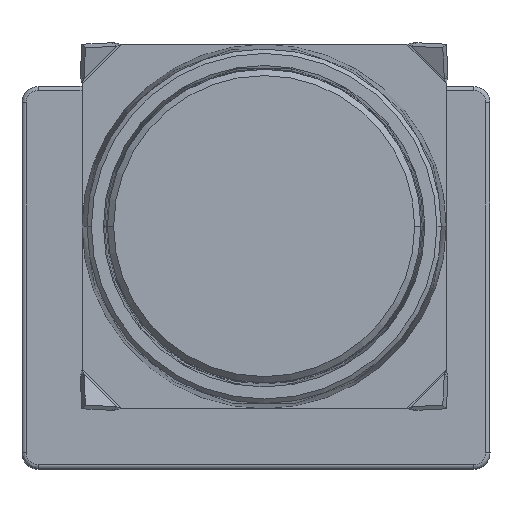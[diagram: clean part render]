
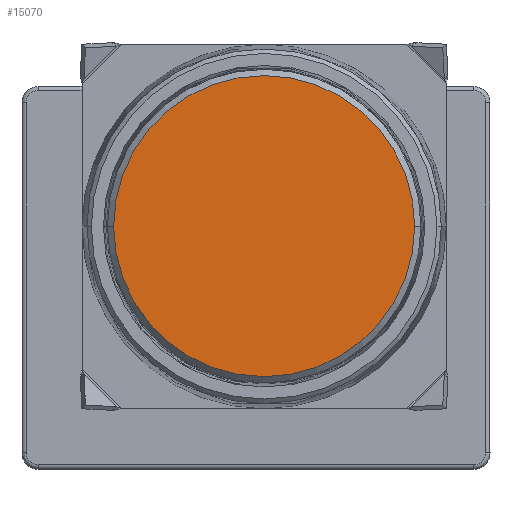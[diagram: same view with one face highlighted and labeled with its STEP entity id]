
A CAD part, top view. The second image highlights one B-rep face of the part: STEP entity #15070.
In plain terms, the highlighted planar face has unit normal (0, 0, 1).
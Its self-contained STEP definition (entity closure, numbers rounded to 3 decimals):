
#443 = CARTESIAN_POINT ( 'NONE',  ( -7.485, -7.485, 0. ) ) ;
#1693 = CARTESIAN_POINT ( 'NONE',  ( -7.396, 0., 0. ) ) ;
#2667 = CARTESIAN_POINT ( 'NONE',  ( 0., 0., 0. ) ) ;
#2766 = CARTESIAN_POINT ( 'NONE',  ( 0., 0., 0. ) ) ;
#3422 = VERTEX_POINT ( 'NONE', #13150 ) ;
#4238 = AXIS2_PLACEMENT_3D ( 'NONE', #2766, #7763, #12805 ) ;
#4272 = AXIS2_PLACEMENT_3D ( 'NONE', #443, #5419, #10435 ) ;
#5419 = DIRECTION ( 'NONE',  ( 0., 0., 1. ) ) ;
#6029 = ORIENTED_EDGE ( 'NONE', *, *, #14052, .T. ) ;
#6074 = CIRCLE ( 'NONE', #15318, 7.396 ) ;
#6658 = FACE_OUTER_BOUND ( 'NONE', #14486, .T. ) ;
#7481 = ORIENTED_EDGE ( 'NONE', *, *, #15643, .T. ) ;
#7665 = DIRECTION ( 'NONE',  ( 0., 0., 1. ) ) ;
#7763 = DIRECTION ( 'NONE',  ( 0., 0., 1. ) ) ;
#10435 = DIRECTION ( 'NONE',  ( 1., 0., 0. ) ) ;
#11327 = CIRCLE ( 'NONE', #4238, 7.396 ) ;
#11682 = PLANE ( 'NONE',  #4272 ) ;
#12699 = DIRECTION ( 'NONE',  ( -1., 0., 0. ) ) ;
#12805 = DIRECTION ( 'NONE',  ( -1., 0., 0. ) ) ;
#13150 = CARTESIAN_POINT ( 'NONE',  ( 7.396, 0., 0. ) ) ;
#14052 = EDGE_CURVE ( 'NONE', #15741, #3422, #11327, .T. ) ;
#14486 = EDGE_LOOP ( 'NONE', ( #6029, #7481 ) ) ;
#15070 = ADVANCED_FACE ( 'NONE', ( #6658 ), #11682, .T. ) ;
#15318 = AXIS2_PLACEMENT_3D ( 'NONE', #2667, #7665, #12699 ) ;
#15643 = EDGE_CURVE ( 'NONE', #3422, #15741, #6074, .T. ) ;
#15741 = VERTEX_POINT ( 'NONE', #1693 ) ;
